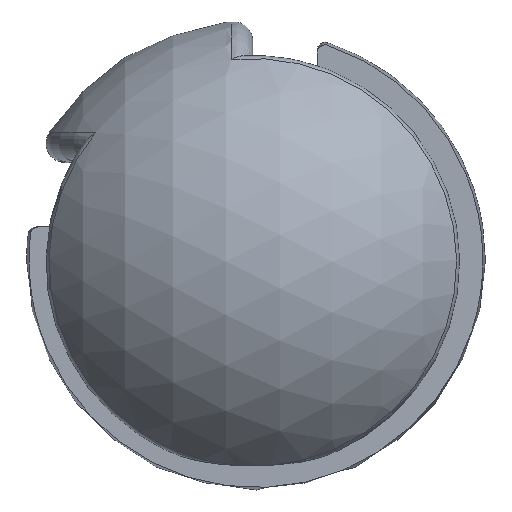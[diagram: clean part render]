
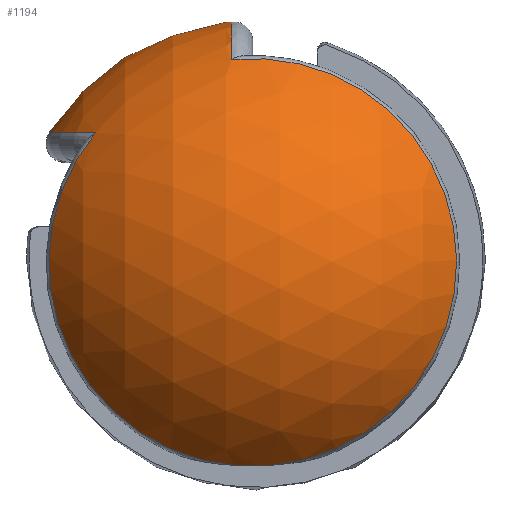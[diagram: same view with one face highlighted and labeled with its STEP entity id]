
A CAD part, left-side view. The second image highlights one B-rep face of the part: STEP entity #1194.
In plain terms, the highlighted spherical face has radius 15 mm.
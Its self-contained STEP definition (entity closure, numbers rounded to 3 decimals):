
#32=SPHERICAL_SURFACE('',#1297,15.);
#85=CIRCLE('',#1277,12.661);
#86=CIRCLE('',#1279,12.661);
#89=CIRCLE('',#1286,14.943);
#91=CIRCLE('',#1289,12.661);
#93=CIRCLE('',#1293,14.648);
#163=FACE_OUTER_BOUND('',#231,.T.);
#231=EDGE_LOOP('',(#985,#986,#987,#988,#989));
#525=VERTEX_POINT('',#2187);
#526=VERTEX_POINT('',#2208);
#527=VERTEX_POINT('',#2229);
#535=VERTEX_POINT('',#2291);
#537=VERTEX_POINT('',#2312);
#674=EDGE_CURVE('',#525,#526,#85,.T.);
#676=EDGE_CURVE('',#526,#527,#86,.T.);
#690=EDGE_CURVE('',#527,#535,#89,.T.);
#693=EDGE_CURVE('',#535,#537,#91,.T.);
#697=EDGE_CURVE('',#525,#537,#93,.T.);
#985=ORIENTED_EDGE('',*,*,#674,.F.);
#986=ORIENTED_EDGE('',*,*,#697,.T.);
#987=ORIENTED_EDGE('',*,*,#693,.F.);
#988=ORIENTED_EDGE('',*,*,#690,.F.);
#989=ORIENTED_EDGE('',*,*,#676,.F.);
#1194=ADVANCED_FACE('',(#163),#32,.T.);
#1277=AXIS2_PLACEMENT_3D('',#2209,#1482,#1483);
#1279=AXIS2_PLACEMENT_3D('',#2230,#1486,#1487);
#1286=AXIS2_PLACEMENT_3D('',#2292,#1508,#1509);
#1289=AXIS2_PLACEMENT_3D('',#2313,#1514,#1515);
#1293=AXIS2_PLACEMENT_3D('',#2338,#1523,#1524);
#1297=AXIS2_PLACEMENT_3D('',#2348,#1531,#1532);
#1482=DIRECTION('center_axis',(1.,0.,0.));
#1483=DIRECTION('ref_axis',(0.,0.976,-0.217));
#1486=DIRECTION('center_axis',(0.,0.,-1.));
#1487=DIRECTION('ref_axis',(0.217,0.976,0.));
#1508=DIRECTION('center_axis',(0.,-1.,0.));
#1509=DIRECTION('ref_axis',(0.284,0.,0.959));
#1514=DIRECTION('center_axis',(1.,0.,0.));
#1515=DIRECTION('ref_axis',(0.,-0.946,0.325));
#1523=DIRECTION('center_axis',(-0.707,0.,
0.707));
#1524=DIRECTION('ref_axis',(0.,1.,0.));
#1531=DIRECTION('center_axis',(0.,1.,0.));
#1532=DIRECTION('ref_axis',(-0.707,0.,0.707));
#2187=CARTESIAN_POINT('',(-330.838,170.054,382.086));
#2208=CARTESIAN_POINT('',(-330.838,178.742,402.743));
#2209=CARTESIAN_POINT('Origin',(-330.838,168.964,394.7));
#2229=CARTESIAN_POINT('',(-310.201,170.268,402.743));
#2230=CARTESIAN_POINT('Origin',(-322.795,168.964,402.743));
#2291=CARTESIAN_POINT('',(-330.838,170.268,407.294));
#2292=CARTESIAN_POINT('Origin',(-322.795,170.268,394.7));
#2312=CARTESIAN_POINT('',(-330.838,167.874,382.086));
#2313=CARTESIAN_POINT('Origin',(-330.838,168.964,394.7));
#2338=CARTESIAN_POINT('Origin',(-320.51,168.964,392.415));
#2348=CARTESIAN_POINT('Origin',(-322.795,168.964,394.7));
